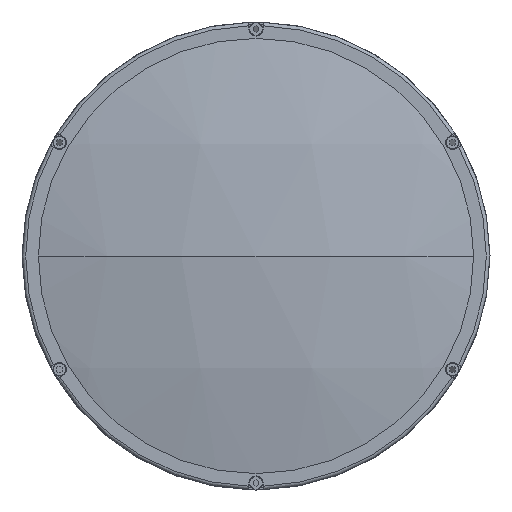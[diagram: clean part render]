
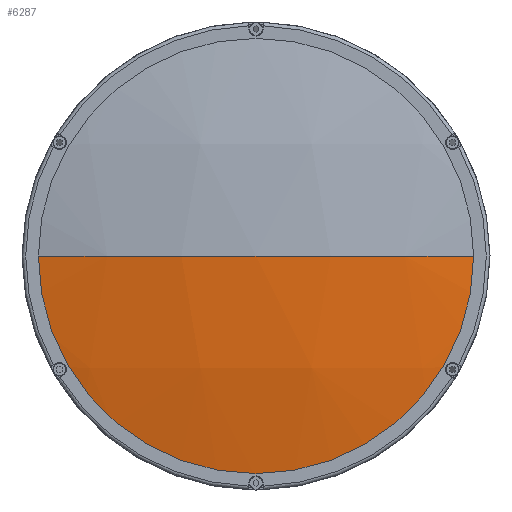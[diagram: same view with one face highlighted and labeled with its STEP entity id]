
A CAD part, left-side view. The second image highlights one B-rep face of the part: STEP entity #6287.
In plain terms, the highlighted spherical face has radius 434.72 mm.
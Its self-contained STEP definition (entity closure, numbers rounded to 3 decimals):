
#143 = CARTESIAN_POINT ( 'NONE',  ( 12.62, 0., 0. ) ) ;
#362 = FACE_OUTER_BOUND ( 'NONE', #2785, .T. ) ;
#376 = CIRCLE ( 'NONE', #5800, 434.72 ) ;
#918 = DIRECTION ( 'NONE',  ( 0., 0., -1. ) ) ;
#983 = DIRECTION ( 'NONE',  ( 0., -1., 0. ) ) ;
#1025 = CARTESIAN_POINT ( 'NONE',  ( -411.593, 0., 0. ) ) ;
#1428 = CIRCLE ( 'NONE', #5395, 95. ) ;
#2276 = DIRECTION ( 'NONE',  ( 0., 0., 1. ) ) ;
#2785 = EDGE_LOOP ( 'NONE', ( #11074, #10331, #11666 ) ) ;
#4239 = CARTESIAN_POINT ( 'NONE',  ( -411.593, -95., 0. ) ) ;
#4606 = AXIS2_PLACEMENT_3D ( 'NONE', #7342, #918, #8299 ) ;
#4991 = EDGE_CURVE ( 'NONE', #10404, #13098, #1428, .T. ) ;
#5181 = AXIS2_PLACEMENT_3D ( 'NONE', #143, #11468, #5794 ) ;
#5395 = AXIS2_PLACEMENT_3D ( 'NONE', #1025, #8393, #2276 ) ;
#5794 = DIRECTION ( 'NONE',  ( 0., 1., 0. ) ) ;
#5800 = AXIS2_PLACEMENT_3D ( 'NONE', #12950, #7404, #983 ) ;
#5882 = CIRCLE ( 'NONE', #4606, 434.72 ) ;
#6287 = ADVANCED_FACE ( 'NONE', ( #362 ), #12548, .T. ) ;
#6321 = CARTESIAN_POINT ( 'NONE',  ( -411.593, 95., 0. ) ) ;
#7342 = CARTESIAN_POINT ( 'NONE',  ( 12.62, 0., 0. ) ) ;
#7404 = DIRECTION ( 'NONE',  ( 0., 0., 1. ) ) ;
#8299 = DIRECTION ( 'NONE',  ( 0., 1., 0. ) ) ;
#8393 = DIRECTION ( 'NONE',  ( -1., 0., 0. ) ) ;
#10331 = ORIENTED_EDGE ( 'NONE', *, *, #10802, .T. ) ;
#10404 = VERTEX_POINT ( 'NONE', #6321 ) ;
#10413 = VERTEX_POINT ( 'NONE', #12031 ) ;
#10802 = EDGE_CURVE ( 'NONE', #13098, #10413, #5882, .T. ) ;
#11074 = ORIENTED_EDGE ( 'NONE', *, *, #4991, .T. ) ;
#11468 = DIRECTION ( 'NONE',  ( 0., 0., -1. ) ) ;
#11666 = ORIENTED_EDGE ( 'NONE', *, *, #12400, .F. ) ;
#12031 = CARTESIAN_POINT ( 'NONE',  ( -422.1, 0., 0. ) ) ;
#12400 = EDGE_CURVE ( 'NONE', #10404, #10413, #376, .T. ) ;
#12548 = SPHERICAL_SURFACE ( 'NONE', #5181, 434.72 ) ;
#12950 = CARTESIAN_POINT ( 'NONE',  ( 12.62, 0., 0. ) ) ;
#13098 = VERTEX_POINT ( 'NONE', #4239 ) ;
